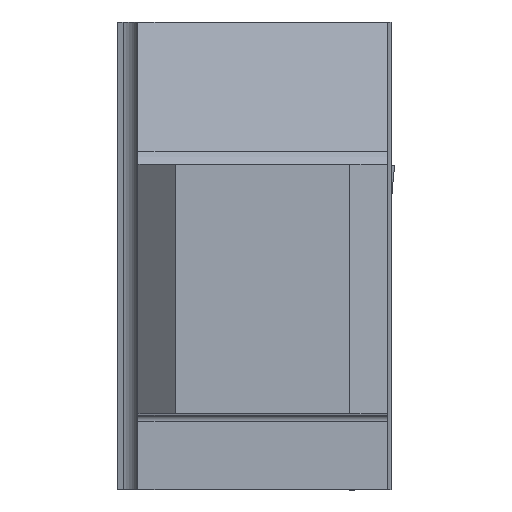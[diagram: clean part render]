
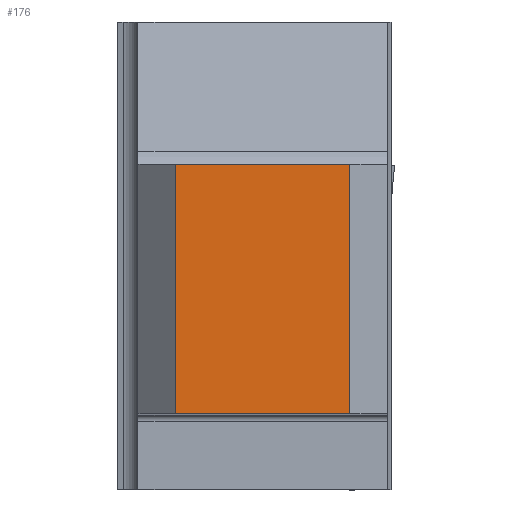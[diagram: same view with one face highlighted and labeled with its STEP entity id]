
A CAD part, top view. The second image highlights one B-rep face of the part: STEP entity #176.
In plain terms, the highlighted planar face has unit normal (0, 0, 1).
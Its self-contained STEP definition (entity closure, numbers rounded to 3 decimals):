
#176=ADVANCED_FACE('CU_BACK_SU1',(#293),#239,.F.);
#239=PLANE('',#1459);
#293=FACE_OUTER_BOUND('',#360,.T.);
#360=EDGE_LOOP('',(#527,#528,#529,#530));
#527=ORIENTED_EDGE('',*,*,#975,.F.);
#528=ORIENTED_EDGE('',*,*,#976,.T.);
#529=ORIENTED_EDGE('',*,*,#977,.T.);
#530=ORIENTED_EDGE('',*,*,#973,.F.);
#833=VERTEX_POINT('',#2021);
#834=VERTEX_POINT('',#2023);
#835=VERTEX_POINT('',#2027);
#836=VERTEX_POINT('',#2029);
#973=EDGE_CURVE('',#833,#834,#1135,.T.);
#975=EDGE_CURVE('',#835,#833,#1137,.T.);
#976=EDGE_CURVE('',#835,#836,#1138,.T.);
#977=EDGE_CURVE('',#836,#834,#1139,.T.);
#1135=LINE('',#2022,#1276);
#1137=LINE('',#2026,#1278);
#1138=LINE('',#2028,#1279);
#1139=LINE('',#2030,#1280);
#1276=VECTOR('',#1644,1.);
#1278=VECTOR('',#1648,1.);
#1279=VECTOR('',#1649,1.);
#1280=VECTOR('',#1650,1.);
#1459=AXIS2_PLACEMENT_3D('',#2031,#1651,#1652);
#1644=DIRECTION('',(1.,0.,0.));
#1648=DIRECTION('',(0.,1.,0.));
#1649=DIRECTION('',(1.,0.,0.));
#1650=DIRECTION('',(0.,1.,0.));
#1651=DIRECTION('',(0.,0.,-1.));
#1652=DIRECTION('',(-1.,0.,0.));
#2021=CARTESIAN_POINT('',(3.,19.925,0.));
#2022=CARTESIAN_POINT('',(-110.,19.925,0.));
#2023=CARTESIAN_POINT('',(16.925,19.925,0.));
#2026=CARTESIAN_POINT('',(3.,0.,0.));
#2027=CARTESIAN_POINT('',(3.,0.,0.));
#2028=CARTESIAN_POINT('',(-110.,0.,0.));
#2029=CARTESIAN_POINT('',(16.925,0.,0.));
#2030=CARTESIAN_POINT('',(16.925,0.,0.));
#2031=CARTESIAN_POINT('',(43.554,39.925,0.));
